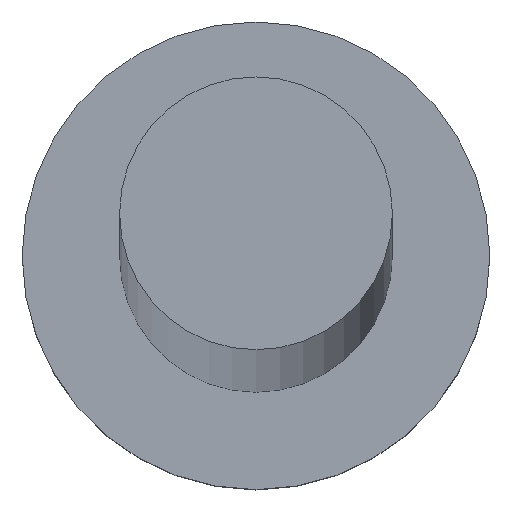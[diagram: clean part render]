
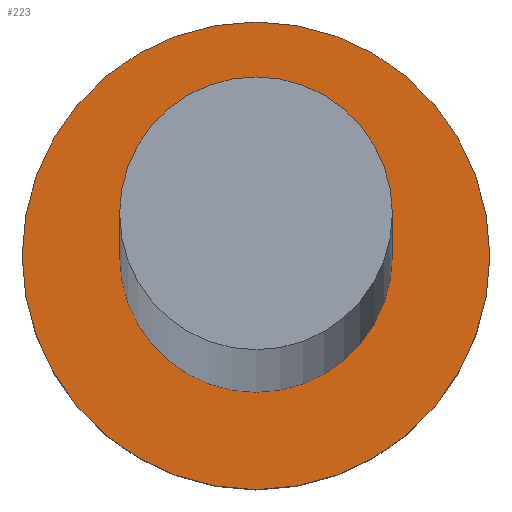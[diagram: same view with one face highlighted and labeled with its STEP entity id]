
A CAD part, top view. The second image highlights one B-rep face of the part: STEP entity #223.
In plain terms, the highlighted planar face has unit normal (0, 0, 1).
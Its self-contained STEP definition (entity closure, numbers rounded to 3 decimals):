
#10 = AXIS2_PLACEMENT_3D ( 'NONE', #188, #246, #224 ) ;
#20 = CARTESIAN_POINT ( 'NONE',  ( 0., 0., 5. ) ) ;
#25 = CIRCLE ( 'NONE', #215, 3.5 ) ;
#34 = EDGE_CURVE ( 'NONE', #76, #150, #25, .T. ) ;
#41 = EDGE_CURVE ( 'NONE', #58, #210, #47, .T. ) ;
#42 = DIRECTION ( 'NONE',  ( 1., 0., 0. ) ) ;
#45 = CARTESIAN_POINT ( 'NONE',  ( 6., 0., 5. ) ) ;
#47 = CIRCLE ( 'NONE', #101, 6. ) ;
#58 = VERTEX_POINT ( 'NONE', #45 ) ;
#62 = CARTESIAN_POINT ( 'NONE',  ( 0., 0., 5. ) ) ;
#71 = DIRECTION ( 'NONE',  ( 0., 0., 1. ) ) ;
#76 = VERTEX_POINT ( 'NONE', #120 ) ;
#89 = EDGE_CURVE ( 'NONE', #210, #58, #200, .T. ) ;
#92 = DIRECTION ( 'NONE',  ( 1., 0., 0. ) ) ;
#93 = FACE_BOUND ( 'NONE', #100, .T. ) ;
#96 = ORIENTED_EDGE ( 'NONE', *, *, #220, .F. ) ;
#100 = EDGE_LOOP ( 'NONE', ( #193, #96 ) ) ;
#101 = AXIS2_PLACEMENT_3D ( 'NONE', #62, #217, #216 ) ;
#119 = EDGE_LOOP ( 'NONE', ( #214, #135 ) ) ;
#120 = CARTESIAN_POINT ( 'NONE',  ( -3.5, 0., 5. ) ) ;
#129 = DIRECTION ( 'NONE',  ( 1., 0., 0. ) ) ;
#131 = CARTESIAN_POINT ( 'NONE',  ( 0., 0., 5. ) ) ;
#135 = ORIENTED_EDGE ( 'NONE', *, *, #41, .T. ) ;
#139 = CARTESIAN_POINT ( 'NONE',  ( 0., 0., 5. ) ) ;
#144 = CIRCLE ( 'NONE', #154, 3.5 ) ;
#150 = VERTEX_POINT ( 'NONE', #158 ) ;
#154 = AXIS2_PLACEMENT_3D ( 'NONE', #131, #71, #92 ) ;
#158 = CARTESIAN_POINT ( 'NONE',  ( 3.5, 0., 5. ) ) ;
#169 = CARTESIAN_POINT ( 'NONE',  ( -6., 0., 5. ) ) ;
#176 = DIRECTION ( 'NONE',  ( 0., 0., 1. ) ) ;
#188 = CARTESIAN_POINT ( 'NONE',  ( 0., 0., 5. ) ) ;
#193 = ORIENTED_EDGE ( 'NONE', *, *, #34, .F. ) ;
#200 = CIRCLE ( 'NONE', #229, 6. ) ;
#205 = PLANE ( 'NONE',  #10 ) ;
#208 = FACE_OUTER_BOUND ( 'NONE', #119, .T. ) ;
#210 = VERTEX_POINT ( 'NONE', #169 ) ;
#213 = DIRECTION ( 'NONE',  ( 0., 0., 1. ) ) ;
#214 = ORIENTED_EDGE ( 'NONE', *, *, #89, .T. ) ;
#215 = AXIS2_PLACEMENT_3D ( 'NONE', #139, #213, #42 ) ;
#216 = DIRECTION ( 'NONE',  ( 1., 0., 0. ) ) ;
#217 = DIRECTION ( 'NONE',  ( 0., 0., 1. ) ) ;
#220 = EDGE_CURVE ( 'NONE', #150, #76, #144, .T. ) ;
#223 = ADVANCED_FACE ( 'NONE', ( #93, #208 ), #205, .T. ) ;
#224 = DIRECTION ( 'NONE',  ( 1., 0., 0. ) ) ;
#229 = AXIS2_PLACEMENT_3D ( 'NONE', #20, #176, #129 ) ;
#246 = DIRECTION ( 'NONE',  ( 0., 0., 1. ) ) ;
